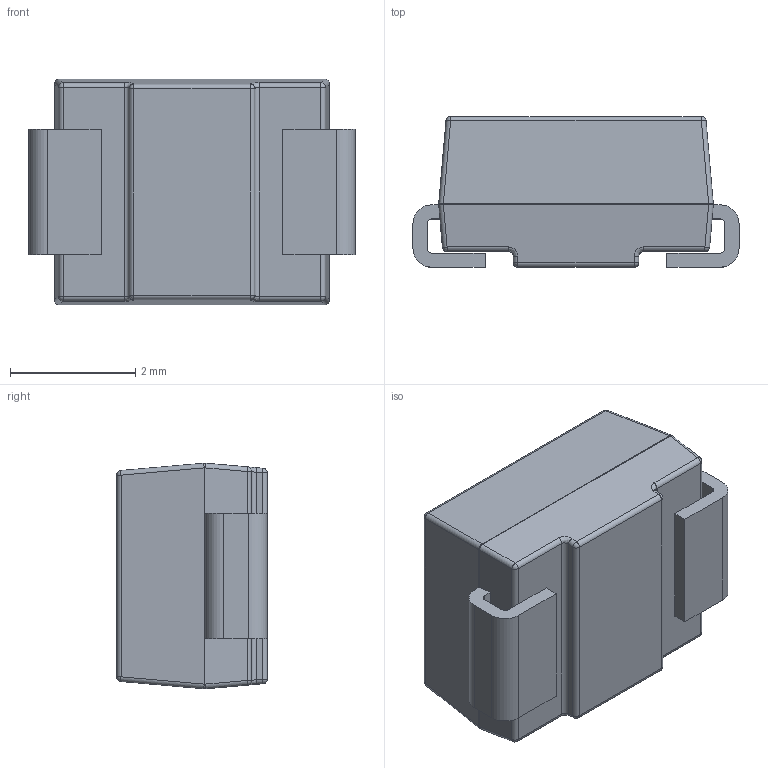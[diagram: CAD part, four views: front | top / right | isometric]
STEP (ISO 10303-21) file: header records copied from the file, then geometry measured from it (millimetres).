
FILE_DESCRIPTION (( 'STEP AP214' ), '1' );
FILE_NAME ('SMB.STEP', '2015-11-27T08:39:39', ( '' ), ( '' ), 'SwSTEP 2.0', 'SolidWorks 2015', '' );
FILE_SCHEMA (( 'AUTOMOTIVE_DESIGN' ));
Length unit declared in the file: millimetre
Products named in the file (1): SMB
Bounding box: 5.2 x 2.4 x 3.6 mm (x, y, z)
Volume: 35.6 mm3; surface area: 80.6 mm2
Topology: 1 solids, 1 shells, 95 faces, 227 edges, 122 vertices
Faces by surface type: cylinder 40, plane 33, sphere 18, bspline 4
Entity records: 2958 total; most frequent: CARTESIAN_POINT 501, DIRECTION 473, ORIENTED_EDGE 430, EDGE_CURVE 215, AXIS2_PLACEMENT_3D 174, VECTOR 125, LINE 125, VERTEX_POINT 122
